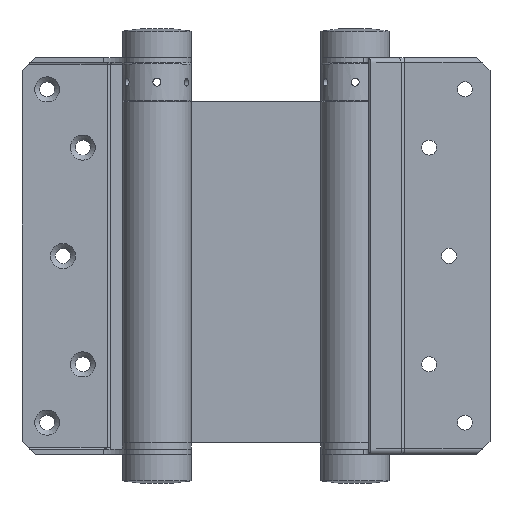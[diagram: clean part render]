
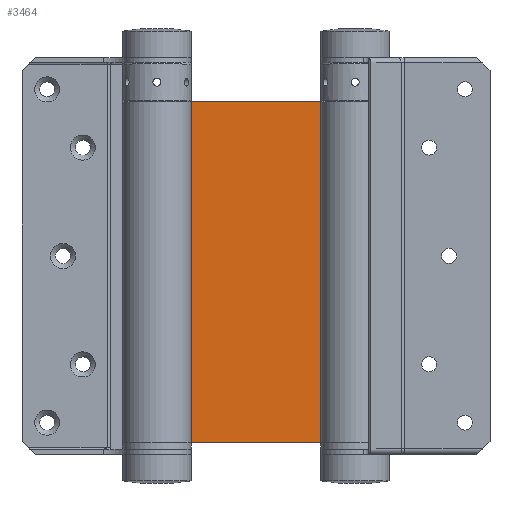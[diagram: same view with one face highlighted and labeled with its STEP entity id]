
A CAD part, top view. The second image highlights one B-rep face of the part: STEP entity #3464.
In plain terms, the highlighted planar face has unit normal (0, 0, 1).
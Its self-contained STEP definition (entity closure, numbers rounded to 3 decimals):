
#273 = VERTEX_POINT ( 'NONE', #6480 ) ;
#314 = LINE ( 'NONE', #7306, #14231 ) ;
#399 = DIRECTION ( 'NONE',  ( 1., 0., 0. ) ) ;
#710 = VECTOR ( 'NONE', #2853, 1000. ) ;
#1066 = PLANE ( 'NONE',  #5199 ) ;
#1334 = ORIENTED_EDGE ( 'NONE', *, *, #3222, .F. ) ;
#2853 = DIRECTION ( 'NONE',  ( 0., -1., 0. ) ) ;
#3222 = EDGE_CURVE ( 'NONE', #3991, #8907, #10243, .T. ) ;
#3230 = EDGE_CURVE ( 'NONE', #273, #11476, #314, .T. ) ;
#3464 = ADVANCED_FACE ( 'NONE', ( #8771 ), #1066, .F. ) ;
#3991 = VERTEX_POINT ( 'NONE', #5553 ) ;
#4046 = CARTESIAN_POINT ( 'NONE',  ( 24.539, -64.5, 1. ) ) ;
#4610 = VECTOR ( 'NONE', #6100, 1000. ) ;
#5199 = AXIS2_PLACEMENT_3D ( 'NONE', #9245, #6861, #10208 ) ;
#5553 = CARTESIAN_POINT ( 'NONE',  ( -24.539, 64.5, 1. ) ) ;
#6100 = DIRECTION ( 'NONE',  ( 1., 0., 0. ) ) ;
#6181 = EDGE_LOOP ( 'NONE', ( #7214, #9346, #1334, #12168 ) ) ;
#6480 = CARTESIAN_POINT ( 'NONE',  ( -24.539, -64.5, 1. ) ) ;
#6595 = VECTOR ( 'NONE', #7408, 1000. ) ;
#6861 = DIRECTION ( 'NONE',  ( 0., 0., -1. ) ) ;
#7214 = ORIENTED_EDGE ( 'NONE', *, *, #3230, .T. ) ;
#7306 = CARTESIAN_POINT ( 'NONE',  ( -24.539, -64.5, 1. ) ) ;
#7408 = DIRECTION ( 'NONE',  ( 0., -1., 0. ) ) ;
#8771 = FACE_OUTER_BOUND ( 'NONE', #6181, .T. ) ;
#8907 = VERTEX_POINT ( 'NONE', #13540 ) ;
#9245 = CARTESIAN_POINT ( 'NONE',  ( -24.539, 64.5, 1. ) ) ;
#9346 = ORIENTED_EDGE ( 'NONE', *, *, #9787, .F. ) ;
#9630 = CARTESIAN_POINT ( 'NONE',  ( -24.539, 64.5, 1. ) ) ;
#9787 = EDGE_CURVE ( 'NONE', #8907, #11476, #10288, .T. ) ;
#10208 = DIRECTION ( 'NONE',  ( -1., 0., 0. ) ) ;
#10243 = LINE ( 'NONE', #13048, #4610 ) ;
#10288 = LINE ( 'NONE', #10748, #710 ) ;
#10748 = CARTESIAN_POINT ( 'NONE',  ( 24.539, 64.5, 1. ) ) ;
#11476 = VERTEX_POINT ( 'NONE', #4046 ) ;
#12168 = ORIENTED_EDGE ( 'NONE', *, *, #13725, .T. ) ;
#12234 = LINE ( 'NONE', #9630, #6595 ) ;
#13048 = CARTESIAN_POINT ( 'NONE',  ( -24.539, 64.5, 1. ) ) ;
#13540 = CARTESIAN_POINT ( 'NONE',  ( 24.539, 64.5, 1. ) ) ;
#13725 = EDGE_CURVE ( 'NONE', #3991, #273, #12234, .T. ) ;
#14231 = VECTOR ( 'NONE', #399, 1000. ) ;
